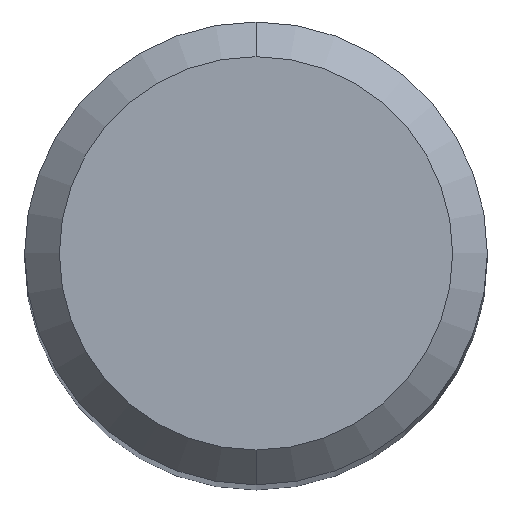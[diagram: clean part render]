
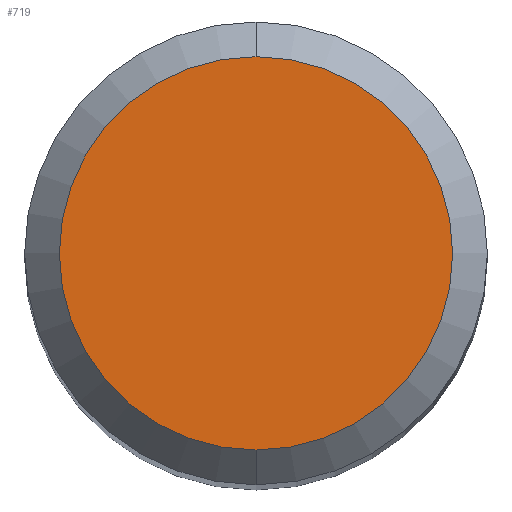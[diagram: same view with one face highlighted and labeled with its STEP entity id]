
A CAD part, top view. The second image highlights one B-rep face of the part: STEP entity #719.
In plain terms, the highlighted planar face has unit normal (0, 0, 1).
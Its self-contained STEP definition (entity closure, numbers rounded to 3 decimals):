
#451=EDGE_CURVE('',#1049,#639,#1259,.T.);
#639=VERTEX_POINT('',#1456);
#719=ADVANCED_FACE('',(#1546),#1547,.T.);
#775=EDGE_CURVE('',#639,#1049,#1606,.T.);
#1049=VERTEX_POINT('',#1908);
#1259=CIRCLE('',#2225,1.7);
#1456=CARTESIAN_POINT('',(0.,-1.7,0.0));
#1546=FACE_OUTER_BOUND('',#3326,.T.);
#1547=PLANE('',#3327);
#1606=CIRCLE('',#3582,1.7);
#1908=CARTESIAN_POINT('',(0.0,1.7,0.0));
#2225=AXIS2_PLACEMENT_3D('',#5322,#5323,#5324);
#3326=EDGE_LOOP('',(#5559,#5560));
#3327=AXIS2_PLACEMENT_3D('',#5561,#5562,#5563);
#3582=AXIS2_PLACEMENT_3D('',#5604,#5605,#5606);
#5322=CARTESIAN_POINT('',(0.0,0.0,0.0));
#5323=DIRECTION('',(0.0,0.0,-1.0));
#5324=DIRECTION('',(0.0,1.0,0.0));
#5559=ORIENTED_EDGE('',*,*,#451,.F.);
#5560=ORIENTED_EDGE('',*,*,#775,.F.);
#5561=CARTESIAN_POINT('',(0.0,0.85,0.0));
#5562=DIRECTION('',(-0.0,0.0,1.0));
#5563=DIRECTION('',(0.0,-1.0,0.0));
#5604=CARTESIAN_POINT('',(0.0,0.0,0.0));
#5605=DIRECTION('',(0.0,0.0,-1.0));
#5606=DIRECTION('',(0.0,1.0,0.0));
